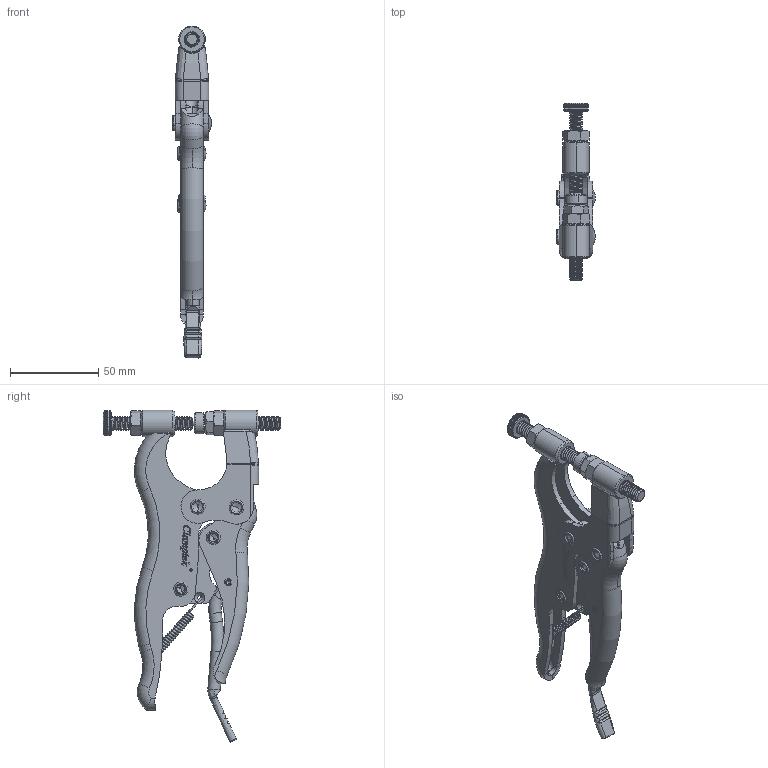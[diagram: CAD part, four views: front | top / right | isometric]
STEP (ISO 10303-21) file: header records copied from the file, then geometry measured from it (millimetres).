
FILE_DESCRIPTION (( 'STEP AP203' ), '1' );
FILE_NAME ('CH-51010.STEP', '2010-06-09T06:28:26', ( '微软用户' ), ( '微软中国' ), 'SwSTEP 2.0', 'SolidWorks 2008', '' );
FILE_SCHEMA (( 'CONFIG_CONTROL_DESIGN' ));
Length unit declared in the file: millimetre
Products named in the file (15): CH-51010-07_默认; CH-51010-12_默认; CH-51010-09_默认; CH-SA-56112 NUT_默认; CH-51010-11_默认; CH-51010; CH-51010-01 SUPPORT_默认<按加工>; CH-51010-02 BAR_默认<按加工>; CH-51010-06_默认; CH-51010-03 HANDLE_默认; CH-51010-05 CONNECTING-PLATE_默认; CH-SA-56112  SPINDLE SUPPLIED_默认; CH-51010-08_默认; CH-51010-04 LABOR-SAVING HANDLE_默认; CH-51010-10_默认
Assembly tree (17 placements, depth 2):
  CH-51010
    CH-51010-06_默认
    CH-51010-03 HANDLE_默认
    CH-51010-02 BAR_默认<按加工>
    CH-51010-09_默认  x2
    CH-51010-11_默认
    CH-51010-01 SUPPORT_默认<按加工>
    CH-51010-07_默认
    CH-SA-56112 NUT_默认  x2
    CH-51010-04 LABOR-SAVING HANDLE_默认
    CH-51010-12_默认
    CH-SA-56112  SPINDLE SUPPLIED_默认
    CH-51010-08_默认  x2
    CH-51010-10_默认
    CH-51010-05 CONNECTING-PLATE_默认
Bounding box: 22 x 100.47 x 188.17 mm (x, y, z)
Volume: 39796.1 mm3; surface area: 51354.7 mm2
Topology: 21 solids, 27 shells, 1258 faces, 3408 edges, 2215 vertices
Faces by surface type: plane 436, cylinder 420, bspline 254, cone 80, torus 68
Entity records: 62963 total; most frequent: CARTESIAN_POINT 33675, ORIENTED_EDGE 6474, DIRECTION 4805, EDGE_CURVE 3239, VERTEX_POINT 2123, VECTOR 1615, LINE 1615, AXIS2_PLACEMENT_3D 1595
